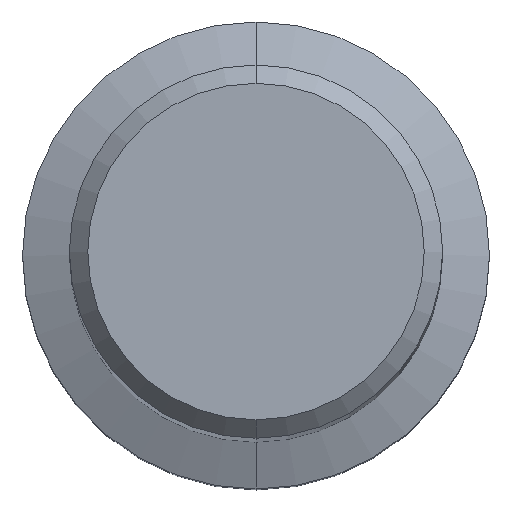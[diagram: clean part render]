
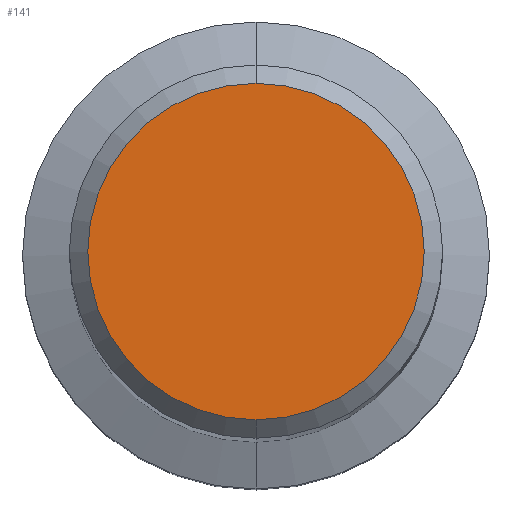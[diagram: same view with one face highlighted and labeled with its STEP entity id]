
A CAD part, top view. The second image highlights one B-rep face of the part: STEP entity #141.
In plain terms, the highlighted planar face has unit normal (0, 0, 1).
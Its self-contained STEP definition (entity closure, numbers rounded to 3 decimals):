
#141=ADVANCED_FACE('',(#341),#342,.T.);
#167=EDGE_CURVE('',#217,#225,#372,.T.);
#217=VERTEX_POINT('',#426);
#225=VERTEX_POINT('',#436);
#293=EDGE_CURVE('',#225,#217,#513,.T.);
#341=FACE_OUTER_BOUND('',#561,.T.);
#342=PLANE('',#562);
#372=CIRCLE('',#604,9.15);
#426=CARTESIAN_POINT('',(0.0,9.15,0.0));
#436=CARTESIAN_POINT('',(0.,-9.15,0.0));
#513=CIRCLE('',#783,9.15);
#561=EDGE_LOOP('',(#813,#814));
#562=AXIS2_PLACEMENT_3D('',#815,#816,#817);
#604=AXIS2_PLACEMENT_3D('',#860,#861,#862);
#783=AXIS2_PLACEMENT_3D('',#1040,#1041,#1042);
#813=ORIENTED_EDGE('',*,*,#167,.F.);
#814=ORIENTED_EDGE('',*,*,#293,.F.);
#815=CARTESIAN_POINT('',(0.0,4.575,0.0));
#816=DIRECTION('',(-0.0,0.0,1.0));
#817=DIRECTION('',(0.0,-1.0,0.0));
#860=CARTESIAN_POINT('',(0.0,0.0,0.0));
#861=DIRECTION('',(0.0,0.0,-1.0));
#862=DIRECTION('',(0.0,1.0,0.0));
#1040=CARTESIAN_POINT('',(0.0,0.0,0.0));
#1041=DIRECTION('',(0.0,0.0,-1.0));
#1042=DIRECTION('',(0.0,1.0,0.0));
